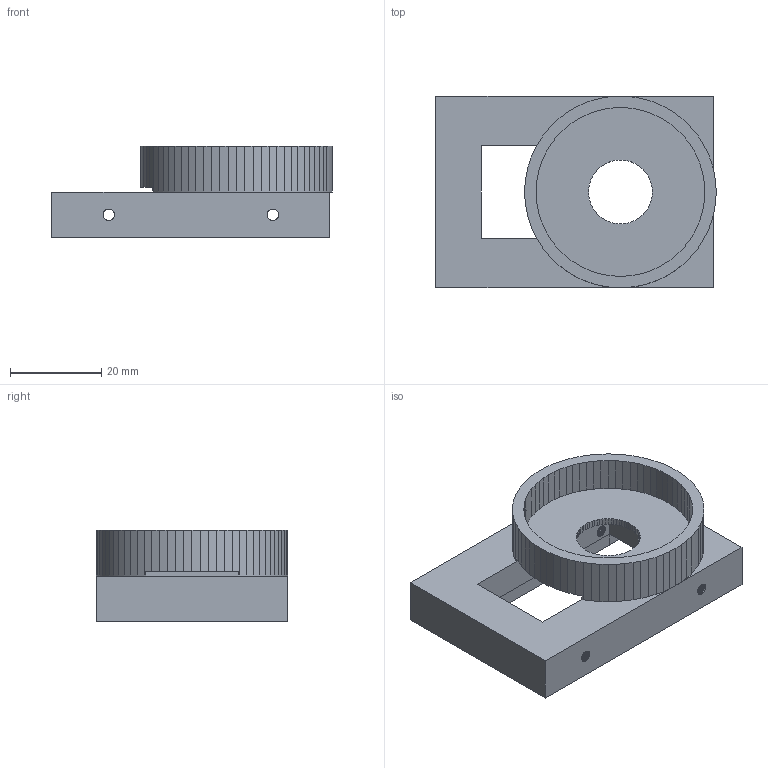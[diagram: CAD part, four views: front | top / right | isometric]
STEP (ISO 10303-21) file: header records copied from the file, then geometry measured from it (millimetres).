
FILE_DESCRIPTION(('FreeCAD Model'),'2;1');
FILE_NAME('PanMount7.step', '2017-03-10T14:19:48',('Author'),(''), 'Open CASCADE STEP processor 6.8','FreeCAD','Unknown');
FILE_SCHEMA(('AUTOMOTIVE_DESIGN_CC2 { 1 2 10303 214 -1 1 5 4 }'));
Length unit declared in the file: millimetre
Products named in the file (2): ASSEMBLY; difference
Assembly tree (1 placements, depth 2):
  ASSEMBLY
    difference
Bounding box: 61.5 x 42 x 20 mm (x, y, z)
Volume: 20905.3 mm3; surface area: 10647.2 mm2
Topology: 1 solids, 1 shells, 832 faces, 2460 edges, 1634 vertices
Faces by surface type: plane 832
Entity records: 56989 total; most frequent: CARTESIAN_POINT 12062, DIRECTION 6834, LINE 5166, VECTOR 5166, ORIENTED_EDGE 4920, PCURVE 4920, DEFINITIONAL_REPRESENTATION 4920, EDGE_CURVE 2460
